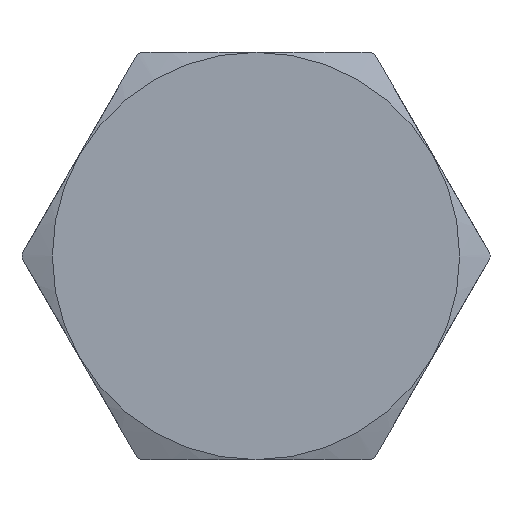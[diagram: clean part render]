
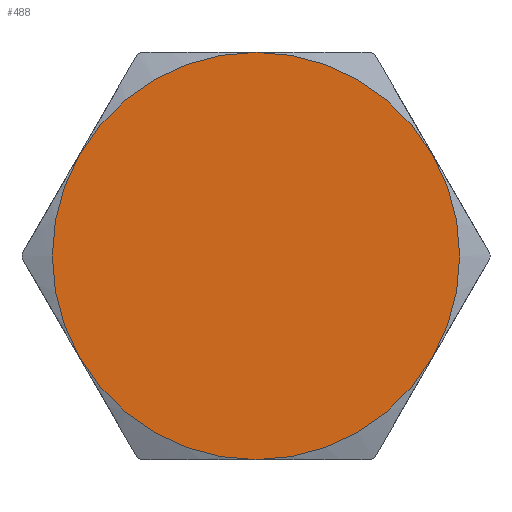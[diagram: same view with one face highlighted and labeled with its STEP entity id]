
A CAD part, left-side view. The second image highlights one B-rep face of the part: STEP entity #488.
In plain terms, the highlighted planar face has unit normal (-1, 0, 0).
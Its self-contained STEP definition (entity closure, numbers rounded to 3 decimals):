
#86=PLANE('',#552);
#128=FACE_OUTER_BOUND('',#165,.T.);
#165=EDGE_LOOP('',(#433,#434,#435,#436,#437,#438));
#188=CIRCLE('',#531,18.8);
#189=CIRCLE('',#533,18.8);
#192=CIRCLE('',#537,18.8);
#193=CIRCLE('',#539,18.8);
#196=CIRCLE('',#543,18.8);
#197=CIRCLE('',#550,18.8);
#226=VERTEX_POINT('',#4057);
#229=VERTEX_POINT('',#4069);
#232=VERTEX_POINT('',#4081);
#235=VERTEX_POINT('',#4093);
#238=VERTEX_POINT('',#4105);
#241=VERTEX_POINT('',#4117);
#300=EDGE_CURVE('',#241,#232,#188,.T.);
#301=EDGE_CURVE('',#232,#235,#189,.T.);
#304=EDGE_CURVE('',#235,#229,#192,.T.);
#305=EDGE_CURVE('',#229,#238,#193,.T.);
#308=EDGE_CURVE('',#238,#226,#196,.T.);
#309=EDGE_CURVE('',#226,#241,#197,.T.);
#433=ORIENTED_EDGE('',*,*,#305,.F.);
#434=ORIENTED_EDGE('',*,*,#304,.F.);
#435=ORIENTED_EDGE('',*,*,#301,.F.);
#436=ORIENTED_EDGE('',*,*,#300,.F.);
#437=ORIENTED_EDGE('',*,*,#309,.F.);
#438=ORIENTED_EDGE('',*,*,#308,.F.);
#488=ADVANCED_FACE('',(#128),#86,.T.);
#531=AXIS2_PLACEMENT_3D('',#4129,#637,#638);
#533=AXIS2_PLACEMENT_3D('',#4131,#641,#642);
#537=AXIS2_PLACEMENT_3D('',#4135,#649,#650);
#539=AXIS2_PLACEMENT_3D('',#4137,#653,#654);
#543=AXIS2_PLACEMENT_3D('',#4141,#661,#662);
#550=AXIS2_PLACEMENT_3D('',#4148,#675,#676);
#552=AXIS2_PLACEMENT_3D('',#4150,#679,#680);
#637=DIRECTION('center_axis',(1.,0.,0.));
#638=DIRECTION('ref_axis',(0.,-1.,0.));
#641=DIRECTION('center_axis',(1.,0.,0.));
#642=DIRECTION('ref_axis',(0.,-1.,0.));
#649=DIRECTION('center_axis',(1.,0.,0.));
#650=DIRECTION('ref_axis',(0.,-1.,0.));
#653=DIRECTION('center_axis',(1.,0.,0.));
#654=DIRECTION('ref_axis',(0.,-1.,0.));
#661=DIRECTION('center_axis',(1.,0.,0.));
#662=DIRECTION('ref_axis',(0.,-1.,0.));
#675=DIRECTION('center_axis',(1.,0.,0.));
#676=DIRECTION('ref_axis',(0.,-1.,0.));
#679=DIRECTION('center_axis',(-1.,0.,0.));
#680=DIRECTION('ref_axis',(0.,0.,1.));
#4057=CARTESIAN_POINT('',(-29.3,0.,18.8));
#4069=CARTESIAN_POINT('',(-29.3,16.281,-9.4));
#4081=CARTESIAN_POINT('',(-29.3,-16.281,-9.4));
#4093=CARTESIAN_POINT('',(-29.3,0.,-18.8));
#4105=CARTESIAN_POINT('',(-29.3,16.281,9.4));
#4117=CARTESIAN_POINT('',(-29.3,-16.281,9.4));
#4129=CARTESIAN_POINT('Origin',(-29.3,0.,0.));
#4131=CARTESIAN_POINT('Origin',(-29.3,0.,0.));
#4135=CARTESIAN_POINT('Origin',(-29.3,0.,0.));
#4137=CARTESIAN_POINT('Origin',(-29.3,0.,0.));
#4141=CARTESIAN_POINT('Origin',(-29.3,0.,0.));
#4148=CARTESIAN_POINT('Origin',(-29.3,0.,0.));
#4150=CARTESIAN_POINT('Origin',(-29.3,21.6,0.));
